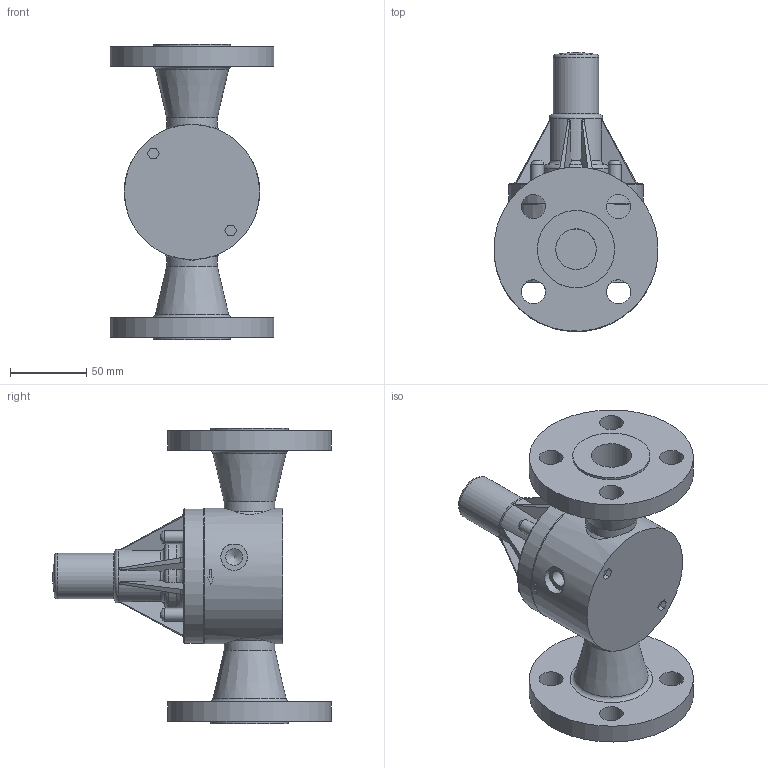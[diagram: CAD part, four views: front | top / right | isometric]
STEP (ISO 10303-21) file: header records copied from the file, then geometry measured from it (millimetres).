
FILE_DESCRIPTION((''),'2;1');
FILE_NAME('ECO-100E-SS_R0.stp','2017-03-07T11:31:20',('salesdesk5'),(''),'Autodesk Inventor 2009','Autodesk Inventor 2009','');
FILE_SCHEMA(('AUTOMOTIVE_DESIGN { 1 0 10303 214 1 1 1 1 }'));
Length unit declared in the file: inch
Products named in the file (1): ECO-100E-SS_R0
Bounding box: 107.73 x 183.33 x 194.08 mm (x, y, z)
Volume: 752619.2 mm3; surface area: 109691.4 mm2
Topology: 1 solids, 1 shells, 180 faces, 461 edges, 303 vertices
Faces by surface type: plane 64, cylinder 45, bspline 42, torus 15, cone 14
Full cylindrical faces by diameter (mm): 8.382 x4, 10.947 x2, 15.748 x8, 26.645 x2, 29.972 x1, 33.401 x2, 35.56 x1, 50.8 x2, 88.9 x2, 107.95 x2
Entity records: 6683 total; most frequent: CARTESIAN_POINT 2514, ORIENTED_EDGE 818, DIRECTION 781, EDGE_CURVE 409, AXIS2_PLACEMENT_3D 333, VERTEX_POINT 294, EDGE_LOOP 259, FACE_OUTER_BOUND 180
